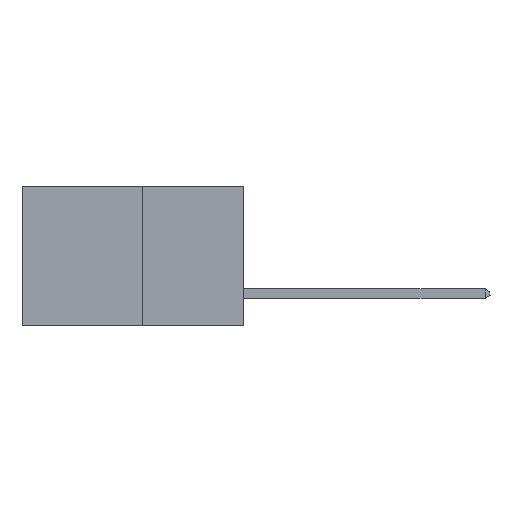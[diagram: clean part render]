
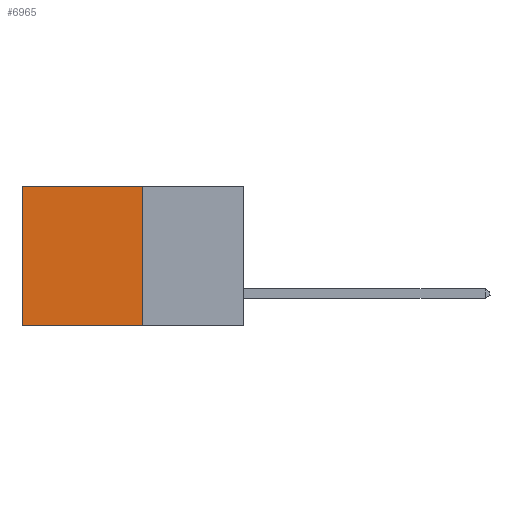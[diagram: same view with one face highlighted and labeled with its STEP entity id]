
A CAD part, left-side view. The second image highlights one B-rep face of the part: STEP entity #6965.
In plain terms, the highlighted planar face has unit normal (-1, 0, 0).
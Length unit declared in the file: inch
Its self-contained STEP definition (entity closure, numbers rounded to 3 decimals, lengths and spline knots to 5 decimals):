
#19 = FACE_OUTER_BOUND ( 'NONE', #15250, .T. ) ;
#227 = CARTESIAN_POINT ( 'NONE',  ( 0.277, 0.27, -0.37 ) ) ;
#527 = DIRECTION ( 'NONE',  ( 0., 0., -1. ) ) ;
#2717 = CARTESIAN_POINT ( 'NONE',  ( 0.277, 0.27, 0. ) ) ;
#2745 = ORIENTED_EDGE ( 'NONE', *, *, #15498, .T. ) ;
#4993 = VECTOR ( 'NONE', #527, 39.37008 ) ;
#5094 = PLANE ( 'NONE',  #10133 ) ;
#5208 = ORIENTED_EDGE ( 'NONE', *, *, #18674, .F. ) ;
#5491 = LINE ( 'NONE', #227, #4993 ) ;
#5708 = EDGE_CURVE ( 'NONE', #6022, #12950, #5491, .T. ) ;
#6022 = VERTEX_POINT ( 'NONE', #2717 ) ;
#6623 = EDGE_CURVE ( 'NONE', #9165, #8235, #6728, .T. ) ;
#6692 = DIRECTION ( 'NONE',  ( 1., 0., 0. ) ) ;
#6728 = LINE ( 'NONE', #7411, #14824 ) ;
#6795 = DIRECTION ( 'NONE',  ( 0., 1., 0. ) ) ;
#6965 = ADVANCED_FACE ( 'NONE', ( #19 ), #5094, .F. ) ;
#7411 = CARTESIAN_POINT ( 'NONE',  ( 0.277, 0.59, -0.37 ) ) ;
#7717 = ORIENTED_EDGE ( 'NONE', *, *, #5708, .F. ) ;
#8235 = VERTEX_POINT ( 'NONE', #16530 ) ;
#9165 = VERTEX_POINT ( 'NONE', #18213 ) ;
#10133 = AXIS2_PLACEMENT_3D ( 'NONE', #16371, #6692, #17988 ) ;
#10384 = CARTESIAN_POINT ( 'NONE',  ( 0.277, 0.27, -0.37 ) ) ;
#10895 = CARTESIAN_POINT ( 'NONE',  ( 0.277, 0.27, -0.37 ) ) ;
#11610 = VECTOR ( 'NONE', #6795, 39.37008 ) ;
#12018 = DIRECTION ( 'NONE',  ( 0., 1., 0. ) ) ;
#12950 = VERTEX_POINT ( 'NONE', #10895 ) ;
#13910 = DIRECTION ( 'NONE',  ( 0., 0., -1. ) ) ;
#13941 = VECTOR ( 'NONE', #12018, 39.37008 ) ;
#14824 = VECTOR ( 'NONE', #13910, 39.37008 ) ;
#14858 = CARTESIAN_POINT ( 'NONE',  ( 0.277, 0.27, 0. ) ) ;
#15250 = EDGE_LOOP ( 'NONE', ( #19327, #5208, #7717, #2745 ) ) ;
#15498 = EDGE_CURVE ( 'NONE', #6022, #9165, #20653, .T. ) ;
#16371 = CARTESIAN_POINT ( 'NONE',  ( 0.277, 0.27, -0.37 ) ) ;
#16530 = CARTESIAN_POINT ( 'NONE',  ( 0.277, 0.59, -0.37 ) ) ;
#17988 = DIRECTION ( 'NONE',  ( 0., 0., -1. ) ) ;
#18213 = CARTESIAN_POINT ( 'NONE',  ( 0.277, 0.59, 0. ) ) ;
#18234 = LINE ( 'NONE', #10384, #13941 ) ;
#18674 = EDGE_CURVE ( 'NONE', #12950, #8235, #18234, .T. ) ;
#19327 = ORIENTED_EDGE ( 'NONE', *, *, #6623, .T. ) ;
#20653 = LINE ( 'NONE', #14858, #11610 ) ;
